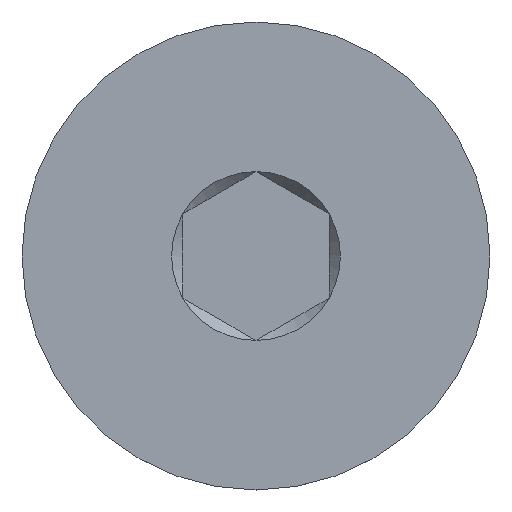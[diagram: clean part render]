
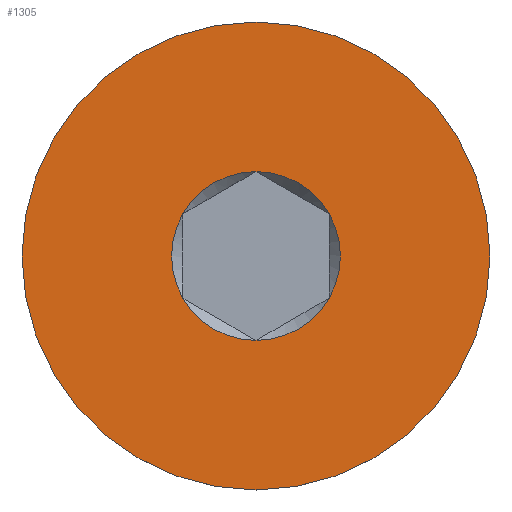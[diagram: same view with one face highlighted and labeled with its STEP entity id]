
A CAD part, top view. The second image highlights one B-rep face of the part: STEP entity #1305.
In plain terms, the highlighted planar face has unit normal (0, 0, 1).
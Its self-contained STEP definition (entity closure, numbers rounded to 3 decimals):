
#17=FACE_BOUND('',#226,.T.);
#18=PLANE('',#1412);
#151=FACE_OUTER_BOUND('',#225,.T.);
#225=EDGE_LOOP('',(#1024,#1025));
#226=EDGE_LOOP('',(#1026,#1027,#1028,#1029,#1030,#1031));
#250=CIRCLE('',#1403,1.443);
#251=CIRCLE('',#1405,4.);
#252=CIRCLE('',#1406,4.);
#257=CIRCLE('',#1413,1.443);
#258=CIRCLE('',#1414,1.443);
#259=CIRCLE('',#1415,1.443);
#260=CIRCLE('',#1416,1.443);
#261=CIRCLE('',#1417,1.443);
#565=VERTEX_POINT('',#7665);
#566=VERTEX_POINT('',#7666);
#567=VERTEX_POINT('',#7672);
#568=VERTEX_POINT('',#7673);
#574=VERTEX_POINT('',#7751);
#575=VERTEX_POINT('',#7753);
#576=VERTEX_POINT('',#7755);
#577=VERTEX_POINT('',#7757);
#751=EDGE_CURVE('',#565,#566,#250,.T.);
#752=EDGE_CURVE('',#567,#568,#251,.T.);
#753=EDGE_CURVE('',#568,#567,#252,.T.);
#762=EDGE_CURVE('',#566,#574,#257,.T.);
#763=EDGE_CURVE('',#574,#575,#258,.T.);
#764=EDGE_CURVE('',#575,#576,#259,.T.);
#765=EDGE_CURVE('',#576,#577,#260,.T.);
#766=EDGE_CURVE('',#577,#565,#261,.T.);
#1024=ORIENTED_EDGE('',*,*,#752,.T.);
#1025=ORIENTED_EDGE('',*,*,#753,.T.);
#1026=ORIENTED_EDGE('',*,*,#762,.T.);
#1027=ORIENTED_EDGE('',*,*,#763,.T.);
#1028=ORIENTED_EDGE('',*,*,#764,.T.);
#1029=ORIENTED_EDGE('',*,*,#765,.T.);
#1030=ORIENTED_EDGE('',*,*,#766,.T.);
#1031=ORIENTED_EDGE('',*,*,#751,.T.);
#1305=ADVANCED_FACE('',(#151,#17),#18,.F.);
#1403=AXIS2_PLACEMENT_3D('',#7670,#1608,#1609);
#1405=AXIS2_PLACEMENT_3D('',#7674,#1612,#1613);
#1406=AXIS2_PLACEMENT_3D('',#7675,#1614,#1615);
#1412=AXIS2_PLACEMENT_3D('',#7750,#1628,#1629);
#1413=AXIS2_PLACEMENT_3D('',#7752,#1630,#1631);
#1414=AXIS2_PLACEMENT_3D('',#7754,#1632,#1633);
#1415=AXIS2_PLACEMENT_3D('',#7756,#1634,#1635);
#1416=AXIS2_PLACEMENT_3D('',#7758,#1636,#1637);
#1417=AXIS2_PLACEMENT_3D('',#7759,#1638,#1639);
#1608=DIRECTION('center_axis',(0.,0.,-1.));
#1609=DIRECTION('ref_axis',(-1.,0.,0.));
#1612=DIRECTION('center_axis',(0.,0.,1.));
#1613=DIRECTION('ref_axis',(0.,-1.,0.));
#1614=DIRECTION('center_axis',(0.,0.,1.));
#1615=DIRECTION('ref_axis',(0.,-1.,0.));
#1628=DIRECTION('center_axis',(0.,0.,-1.));
#1629=DIRECTION('ref_axis',(0.,1.,0.));
#1630=DIRECTION('center_axis',(0.,0.,-1.));
#1631=DIRECTION('ref_axis',(-1.,0.,0.));
#1632=DIRECTION('center_axis',(0.,0.,-1.));
#1633=DIRECTION('ref_axis',(-1.,0.,0.));
#1634=DIRECTION('center_axis',(0.,0.,-1.));
#1635=DIRECTION('ref_axis',(-1.,0.,0.));
#1636=DIRECTION('center_axis',(0.,0.,-1.));
#1637=DIRECTION('ref_axis',(-1.,0.,0.));
#1638=DIRECTION('center_axis',(0.,0.,-1.));
#1639=DIRECTION('ref_axis',(-1.,0.,0.));
#7665=CARTESIAN_POINT('',(-1.25,-0.722,10.));
#7666=CARTESIAN_POINT('',(-1.25,0.722,10.));
#7670=CARTESIAN_POINT('Origin',(0.,0.,10.));
#7672=CARTESIAN_POINT('',(0.,-4.,10.));
#7673=CARTESIAN_POINT('',(0.,4.,10.));
#7674=CARTESIAN_POINT('Origin',(0.,0.,10.));
#7675=CARTESIAN_POINT('Origin',(0.,0.,10.));
#7750=CARTESIAN_POINT('Origin',(0.,0.,
10.));
#7751=CARTESIAN_POINT('',(0.,1.443,10.));
#7752=CARTESIAN_POINT('Origin',(0.,0.,10.));
#7753=CARTESIAN_POINT('',(1.25,0.722,10.));
#7754=CARTESIAN_POINT('Origin',(0.,0.,10.));
#7755=CARTESIAN_POINT('',(1.25,-0.722,10.));
#7756=CARTESIAN_POINT('Origin',(0.,0.,10.));
#7757=CARTESIAN_POINT('',(0.,-1.443,10.));
#7758=CARTESIAN_POINT('Origin',(0.,0.,10.));
#7759=CARTESIAN_POINT('Origin',(0.,0.,10.));
